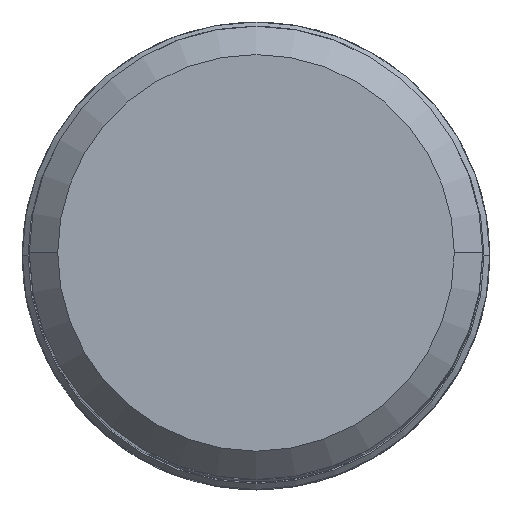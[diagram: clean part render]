
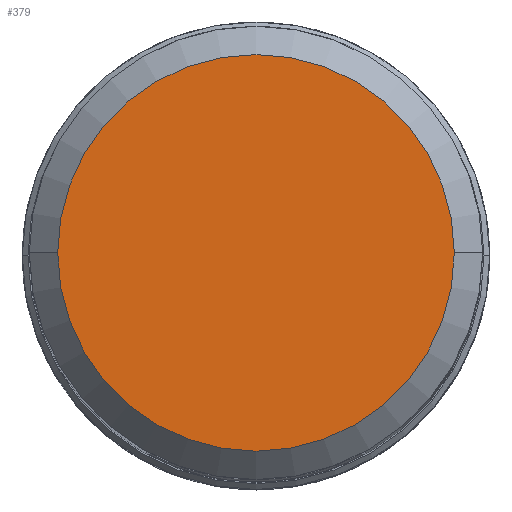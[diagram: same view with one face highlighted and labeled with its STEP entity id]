
A CAD part, top view. The second image highlights one B-rep face of the part: STEP entity #379.
In plain terms, the highlighted planar face has unit normal (0, 0, 1).
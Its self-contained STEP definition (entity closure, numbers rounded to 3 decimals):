
#193=PLANE('',#2912);
#379=ADVANCED_FACE('',(#529),#193,.T.);
#529=FACE_OUTER_BOUND('',#687,.T.);
#687=EDGE_LOOP('',(#1541,#1542));
#807=CIRCLE('',#2910,7.);
#808=CIRCLE('',#2911,7.);
#1541=ORIENTED_EDGE('',*,*,#2251,.T.);
#1542=ORIENTED_EDGE('',*,*,#2252,.T.);
#1868=VERTEX_POINT('',#5170);
#1869=VERTEX_POINT('',#5171);
#2251=EDGE_CURVE('',#1868,#1869,#807,.T.);
#2252=EDGE_CURVE('',#1869,#1868,#808,.T.);
#2910=AXIS2_PLACEMENT_3D('',#5169,#3553,#3554);
#2911=AXIS2_PLACEMENT_3D('',#5172,#3555,#3556);
#2912=AXIS2_PLACEMENT_3D('',#5173,#3557,#3558);
#3553=DIRECTION('',(0.,0.,1.));
#3554=DIRECTION('',(1.,0.,0.));
#3555=DIRECTION('',(0.,0.,1.));
#3556=DIRECTION('',(1.,0.,0.));
#3557=DIRECTION('',(0.,0.,1.));
#3558=DIRECTION('',(-1.,0.,0.));
#5169=CARTESIAN_POINT('',(0.,0.,0.));
#5170=CARTESIAN_POINT('',(-7.,0.,0.));
#5171=CARTESIAN_POINT('',(7.,0.,0.));
#5172=CARTESIAN_POINT('',(0.,0.,0.));
#5173=CARTESIAN_POINT('',(0.,3.,0.));
